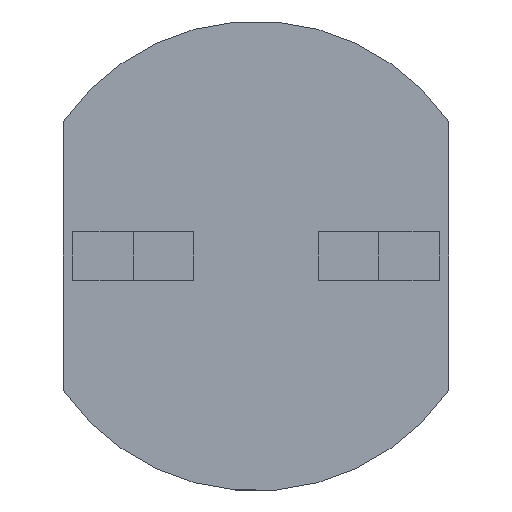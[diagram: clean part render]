
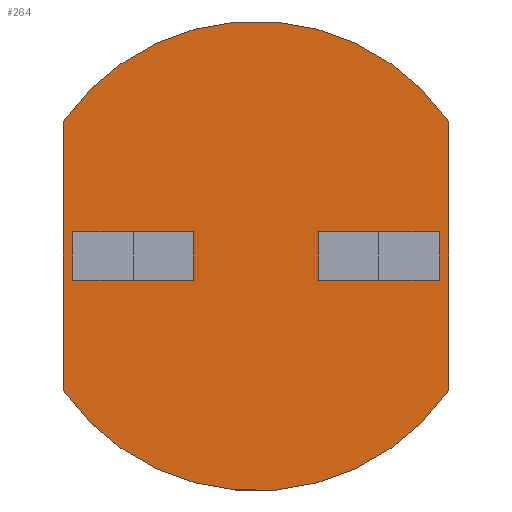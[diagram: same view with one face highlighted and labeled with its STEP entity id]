
A CAD part, front view. The second image highlights one B-rep face of the part: STEP entity #264.
In plain terms, the highlighted planar face has unit normal (0, -1, 0).
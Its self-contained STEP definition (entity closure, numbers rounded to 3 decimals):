
#54 = VERTEX_POINT ( 'NONE', #735 ) ;
#92 = CARTESIAN_POINT ( 'NONE',  ( 0., 1.3, 0. ) ) ;
#210 = CARTESIAN_POINT ( 'NONE',  ( 1.6, 1.3, 1.115 ) ) ;
#221 = CIRCLE ( 'NONE', #351, 1.95 ) ;
#261 = AXIS2_PLACEMENT_3D ( 'NONE', #92, #401, #325 ) ;
#264 = ADVANCED_FACE ( 'NONE', ( #977 ), #524, .F. ) ;
#278 = DIRECTION ( 'NONE',  ( -1., 0., 0. ) ) ;
#280 = DIRECTION ( 'NONE',  ( 0., 0., 1. ) ) ;
#325 = DIRECTION ( 'NONE',  ( -1., 0., 0. ) ) ;
#343 = VERTEX_POINT ( 'NONE', #856 ) ;
#345 = EDGE_CURVE ( 'NONE', #646, #343, #221, .T. ) ;
#351 = AXIS2_PLACEMENT_3D ( 'NONE', #386, #1006, #868 ) ;
#359 = CARTESIAN_POINT ( 'NONE',  ( 1.6, 1.3, 0. ) ) ;
#382 = LINE ( 'NONE', #359, #712 ) ;
#386 = CARTESIAN_POINT ( 'NONE',  ( 0., 1.3, 0. ) ) ;
#401 = DIRECTION ( 'NONE',  ( 0., 1., 0. ) ) ;
#453 = ORIENTED_EDGE ( 'NONE', *, *, #632, .F. ) ;
#458 = ORIENTED_EDGE ( 'NONE', *, *, #345, .F. ) ;
#496 = CARTESIAN_POINT ( 'NONE',  ( -1.6, 1.3, 0. ) ) ;
#507 = LINE ( 'NONE', #496, #560 ) ;
#524 = PLANE ( 'NONE',  #533 ) ;
#529 = ORIENTED_EDGE ( 'NONE', *, *, #557, .F. ) ;
#533 = AXIS2_PLACEMENT_3D ( 'NONE', #600, #984, #278 ) ;
#557 = EDGE_CURVE ( 'NONE', #54, #948, #707, .T. ) ;
#560 = VECTOR ( 'NONE', #280, 1000. ) ;
#600 = CARTESIAN_POINT ( 'NONE',  ( 0., 1.3, 0. ) ) ;
#632 = EDGE_CURVE ( 'NONE', #343, #54, #507, .T. ) ;
#646 = VERTEX_POINT ( 'NONE', #980 ) ;
#707 = CIRCLE ( 'NONE', #261, 1.95 ) ;
#712 = VECTOR ( 'NONE', #990, 1000. ) ;
#735 = CARTESIAN_POINT ( 'NONE',  ( -1.6, 1.3, 1.115 ) ) ;
#814 = ORIENTED_EDGE ( 'NONE', *, *, #924, .F. ) ;
#856 = CARTESIAN_POINT ( 'NONE',  ( -1.6, 1.3, -1.115 ) ) ;
#868 = DIRECTION ( 'NONE',  ( -1., 0., 0. ) ) ;
#924 = EDGE_CURVE ( 'NONE', #948, #646, #382, .T. ) ;
#948 = VERTEX_POINT ( 'NONE', #210 ) ;
#977 = FACE_OUTER_BOUND ( 'NONE', #1004, .T. ) ;
#980 = CARTESIAN_POINT ( 'NONE',  ( 1.6, 1.3, -1.115 ) ) ;
#984 = DIRECTION ( 'NONE',  ( 0., 1., 0. ) ) ;
#990 = DIRECTION ( 'NONE',  ( 0., 0., -1. ) ) ;
#1004 = EDGE_LOOP ( 'NONE', ( #453, #458, #814, #529 ) ) ;
#1006 = DIRECTION ( 'NONE',  ( 0., 1., 0. ) ) ;
